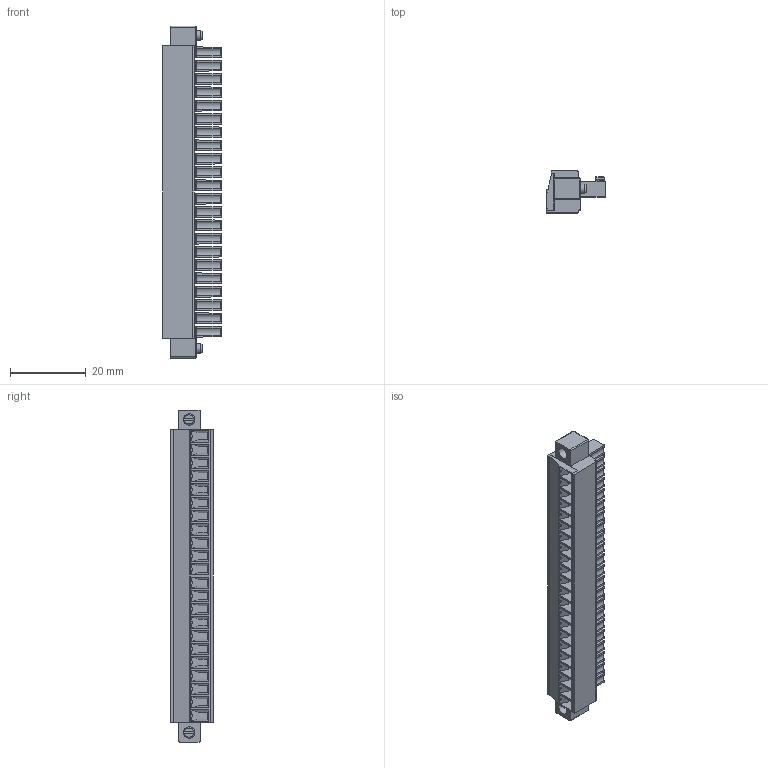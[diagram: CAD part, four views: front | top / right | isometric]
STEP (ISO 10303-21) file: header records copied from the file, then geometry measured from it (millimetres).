
FILE_DESCRIPTION(('STEP AP214'),'1');
FILE_NAME('SH22-3,5-K.stp','2018-11-19T10:37:35',(' '),(' '),'Spatial InterOp 3D',' ',' ');
FILE_SCHEMA(('AUTOMOTIVE_DESIGN { 1 0 10303 214 1 1 1 1 }'));
Length unit declared in the file: metre
Products named in the file (1): 1
Bounding box: 15.5 x 11.1 x 87.4 mm (x, y, z)
Volume: 7634.4 mm3; surface area: 8773.7 mm2
Topology: 1 solids, 1 shells, 1832 faces, 4876 edges, 3110 vertices
Faces by surface type: plane 1234, cylinder 412, torus 70, cone 68, sphere 48
Full cylindrical faces by diameter (mm): 1.2 x22, 2.5 x2, 2.8 x22, 3 x24
Entity records: 70318 total; most frequent: CARTESIAN_POINT 10932, ORIENTED_EDGE 9236, DIRECTION 9108, EDGE_CURVE 4618, LINE 3418, VECTOR 3418, VERTEX_POINT 3038, AXIS2_PLACEMENT_3D 2845
